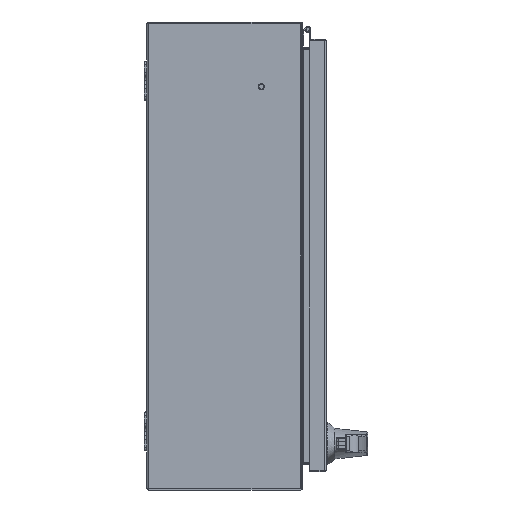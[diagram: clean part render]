
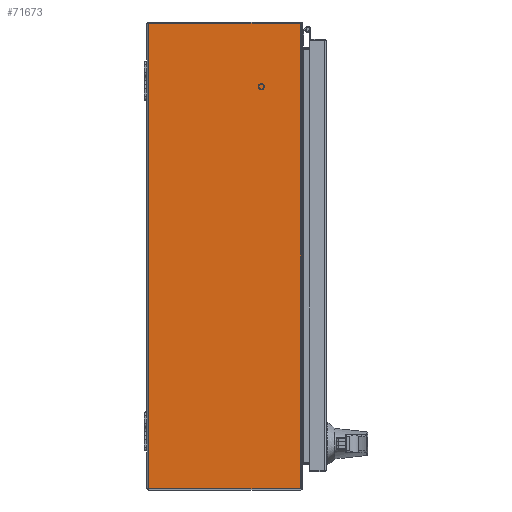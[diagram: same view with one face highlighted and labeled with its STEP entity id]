
A CAD part, front view. The second image highlights one B-rep face of the part: STEP entity #71673.
In plain terms, the highlighted face is planar.
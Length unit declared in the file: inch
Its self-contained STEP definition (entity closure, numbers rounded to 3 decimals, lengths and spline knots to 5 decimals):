
#1579 = CARTESIAN_POINT ( 'NONE',  ( 11.92789, -0.108, -15. ) ) ;
#3835 = ORIENTED_EDGE ( 'NONE', *, *, #73769, .F. ) ;
#4949 = EDGE_CURVE ( 'NONE', #29243, #74793, #37538, .T. ) ;
#7346 = VERTEX_POINT ( 'NONE', #1579 ) ;
#9851 = ORIENTED_EDGE ( 'NONE', *, *, #49595, .T. ) ;
#10005 = CARTESIAN_POINT ( 'NONE',  ( 11.92789, 39.37008, -15. ) ) ;
#12978 = AXIS2_PLACEMENT_3D ( 'NONE', #101436, #14649, #23310 ) ;
#14649 = DIRECTION ( 'NONE',  ( 0., 0., 1. ) ) ;
#18606 = DIRECTION ( 'NONE',  ( 0., -1., 0. ) ) ;
#19337 = CARTESIAN_POINT ( 'NONE',  ( -83.406, -0.108, -15. ) ) ;
#23310 = DIRECTION ( 'NONE',  ( 1., 0., 0. ) ) ;
#25480 = FACE_OUTER_BOUND ( 'NONE', #99500, .T. ) ;
#29243 = VERTEX_POINT ( 'NONE', #90306 ) ;
#29940 = AXIS2_PLACEMENT_3D ( 'NONE', #107866, #55225, #80752 ) ;
#34148 = LINE ( 'NONE', #19337, #97392 ) ;
#36131 = CARTESIAN_POINT ( 'NONE',  ( -11.82789, -7.85871, -15. ) ) ;
#36484 = DIRECTION ( 'NONE',  ( 0., 0., 1. ) ) ;
#37383 = CARTESIAN_POINT ( 'NONE',  ( -11.92789, -7.85871, -15. ) ) ;
#37538 = LINE ( 'NONE', #62530, #58953 ) ;
#38043 = VERTEX_POINT ( 'NONE', #61063 ) ;
#38469 = DIRECTION ( 'NONE',  ( -1., 0., 0. ) ) ;
#40332 = ORIENTED_EDGE ( 'NONE', *, *, #41583, .F. ) ;
#40777 = EDGE_CURVE ( 'NONE', #7346, #29243, #34148, .T. ) ;
#41583 = EDGE_CURVE ( 'NONE', #103827, #101178, #78315, .T. ) ;
#42078 = CARTESIAN_POINT ( 'NONE',  ( -83.406, -7.892, -15. ) ) ;
#42256 = AXIS2_PLACEMENT_3D ( 'NONE', #36131, #36484, #78555 ) ;
#43411 = CARTESIAN_POINT ( 'NONE',  ( 11.92789, -7.85871, -15. ) ) ;
#47166 = VECTOR ( 'NONE', #79438, 39.37008 ) ;
#47369 = EDGE_CURVE ( 'NONE', #74793, #38043, #101730, .T. ) ;
#49595 = EDGE_CURVE ( 'NONE', #7346, #101178, #87474, .T. ) ;
#55225 = DIRECTION ( 'NONE',  ( 0., 0., 1. ) ) ;
#58953 = VECTOR ( 'NONE', #18606, 39.37008 ) ;
#59340 = LINE ( 'NONE', #42078, #110551 ) ;
#61063 = CARTESIAN_POINT ( 'NONE',  ( -11.92218, -7.892, -15. ) ) ;
#62530 = CARTESIAN_POINT ( 'NONE',  ( -11.92789, 39.37008, -15. ) ) ;
#64239 = PLANE ( 'NONE',  #29940 ) ;
#67922 = ORIENTED_EDGE ( 'NONE', *, *, #47369, .F. ) ;
#71673 = ADVANCED_FACE ( 'NONE', ( #25480 ), #64239, .F. ) ;
#73769 = EDGE_CURVE ( 'NONE', #38043, #103827, #59340, .T. ) ;
#74793 = VERTEX_POINT ( 'NONE', #37383 ) ;
#75677 = ORIENTED_EDGE ( 'NONE', *, *, #40777, .F. ) ;
#78315 = CIRCLE ( 'NONE', #12978, 0.1 ) ;
#78555 = DIRECTION ( 'NONE',  ( -1., 0., 0. ) ) ;
#79438 = DIRECTION ( 'NONE',  ( 0., -1., 0. ) ) ;
#80752 = DIRECTION ( 'NONE',  ( 1., 0., 0. ) ) ;
#86045 = DIRECTION ( 'NONE',  ( 1., 0., 0. ) ) ;
#87474 = LINE ( 'NONE', #10005, #47166 ) ;
#90306 = CARTESIAN_POINT ( 'NONE',  ( -11.92789, -0.108, -15. ) ) ;
#92883 = CARTESIAN_POINT ( 'NONE',  ( 11.92218, -7.892, -15. ) ) ;
#97392 = VECTOR ( 'NONE', #38469, 39.37008 ) ;
#99500 = EDGE_LOOP ( 'NONE', ( #40332, #3835, #67922, #104848, #75677, #9851 ) ) ;
#101178 = VERTEX_POINT ( 'NONE', #43411 ) ;
#101436 = CARTESIAN_POINT ( 'NONE',  ( 11.82789, -7.85871, -15. ) ) ;
#101730 = CIRCLE ( 'NONE', #42256, 0.1 ) ;
#103827 = VERTEX_POINT ( 'NONE', #92883 ) ;
#104848 = ORIENTED_EDGE ( 'NONE', *, *, #4949, .F. ) ;
#107866 = CARTESIAN_POINT ( 'NONE',  ( -83.406, 0., -15. ) ) ;
#110551 = VECTOR ( 'NONE', #86045, 39.37008 ) ;
